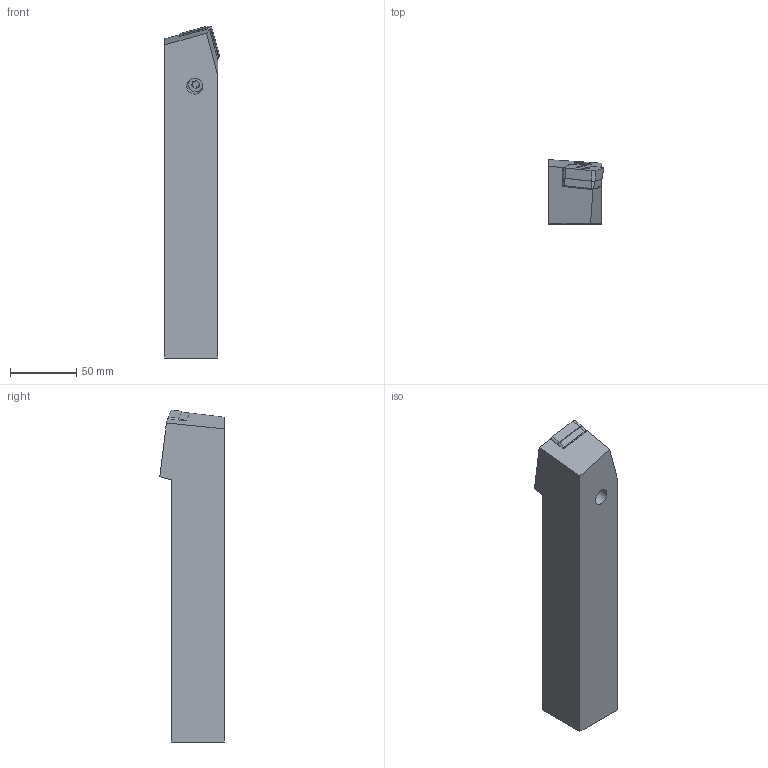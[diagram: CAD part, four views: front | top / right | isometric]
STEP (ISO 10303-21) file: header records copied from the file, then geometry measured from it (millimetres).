
FILE_DESCRIPTION((''),'2;1');
FILE_NAME('PSBNR4040S25.stp','2022-10-06T08:44:53',('Oftec7'),(''),'Autodesk Inventor 2013','Autodesk Inventor 2013','');
FILE_SCHEMA(('CONFIG_CONTROL_DESIGN'));
Length unit declared in the file: millimetre
Products named in the file (1): PSBNR4040S25
Bounding box: 41.16 x 48.44 x 250.09 mm (x, y, z)
Volume: 392953.3 mm3; surface area: 50849.9 mm2
Topology: 5 solids, 5 shells, 129 faces, 312 edges, 194 vertices
Faces by surface type: plane 80, cylinder 26, cone 20, bspline 3
Full cylindrical faces by diameter (mm): 4.5 x1, 6 x1, 9.1 x1, 12 x3, 12.9 x1
Entity records: 3884 total; most frequent: CARTESIAN_POINT 824, DIRECTION 612, ORIENTED_EDGE 580, EDGE_CURVE 290, AXIS2_PLACEMENT_3D 209, VECTOR 194, LINE 194, VERTEX_POINT 189
